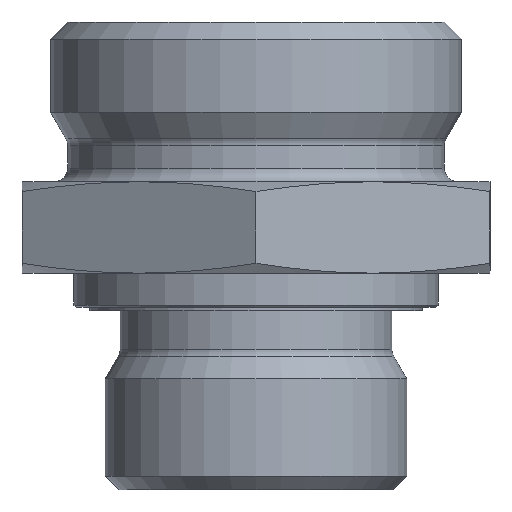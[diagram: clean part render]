
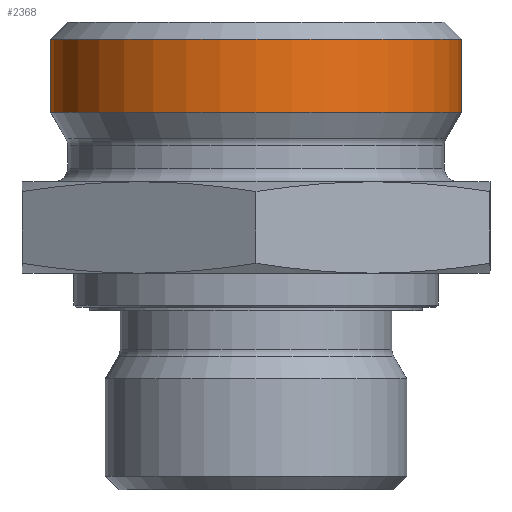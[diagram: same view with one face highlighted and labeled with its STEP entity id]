
A CAD part, front view. The second image highlights one B-rep face of the part: STEP entity #2368.
In plain terms, the highlighted cylindrical face has radius 18 mm (diameter 36 mm), a full revolution.
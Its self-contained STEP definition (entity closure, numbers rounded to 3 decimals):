
#2297=CARTESIAN_POINT('',(18.0,0.,33.098));
#2298=VERTEX_POINT('',#2297);
#2299=CARTESIAN_POINT('',(0.0,0.0,33.098));
#2300=DIRECTION('',(0.0,0.0,-1.0));
#2301=DIRECTION('',(-1.0,0.0,0.0));
#2302=AXIS2_PLACEMENT_3D('',#2299,#2300,#2301);
#2303=CIRCLE('',#2302,18.0);
#2304=EDGE_CURVE('',#2298,#2298,#2303,.T.);
#2349=CARTESIAN_POINT('',(0.0,0.0,41.));
#2350=DIRECTION('',(0.0,0.0,-1.0));
#2351=DIRECTION('',(-1.0,0.0,0.0));
#2352=AXIS2_PLACEMENT_3D('',#2349,#2350,#2351);
#2353=CYLINDRICAL_SURFACE('',#2352,18.0);
#2354=CARTESIAN_POINT('',(18.0,0.,39.5));
#2355=VERTEX_POINT('',#2354);
#2356=CARTESIAN_POINT('',(0.0,0.0,39.5));
#2357=DIRECTION('',(0.0,0.0,1.0));
#2358=DIRECTION('',(-1.0,0.0,0.0));
#2359=AXIS2_PLACEMENT_3D('',#2356,#2357,#2358);
#2360=CIRCLE('',#2359,18.0);
#2361=EDGE_CURVE('',#2355,#2355,#2360,.T.);
#2362=ORIENTED_EDGE('',*,*,#2361,.F.);
#2363=EDGE_LOOP('',(#2362));
#2364=FACE_OUTER_BOUND('',#2363,.T.);
#2365=ORIENTED_EDGE('',*,*,#2304,.F.);
#2366=EDGE_LOOP('',(#2365));
#2367=FACE_BOUND('',#2366,.T.);
#2368=ADVANCED_FACE('',(#2364,#2367),#2353,.T.);
